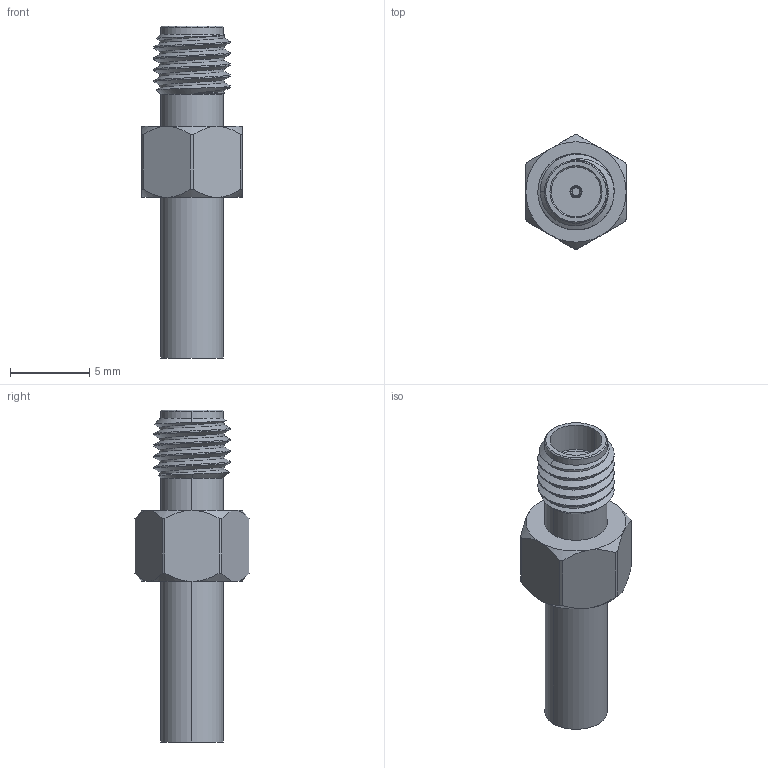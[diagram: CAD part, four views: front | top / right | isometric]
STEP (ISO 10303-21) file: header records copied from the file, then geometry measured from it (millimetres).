
FILE_DESCRIPTION (( 'STEP AP203' ), '1' );
FILE_NAME ('PE44385 ¦ FMCN1145.step', '2019-08-22T16:04:47', ( '' ), ( '' ), 'SwSTEP 2.0', 'SolidWorks 2018', '' );
FILE_SCHEMA (( 'CONFIG_CONTROL_DESIGN' ));
Length unit declared in the file: inch
Products named in the file (1): PE44385 ｦ FMCN1145
Bounding box: 6.35 x 7.21 x 21.01 mm (x, y, z)
Volume: 292.2 mm3; surface area: 625.3 mm2
Topology: 2 solids, 2 shells, 85 faces, 205 edges, 129 vertices
Faces by surface type: cylinder 34, cone 25, plane 23, bspline 3
Entity records: 4295 total; most frequent: CARTESIAN_POINT 2304, ORIENTED_EDGE 410, DIRECTION 390, EDGE_CURVE 205, AXIS2_PLACEMENT_3D 162, VERTEX_POINT 129, EDGE_LOOP 92, ADVANCED_FACE 85
